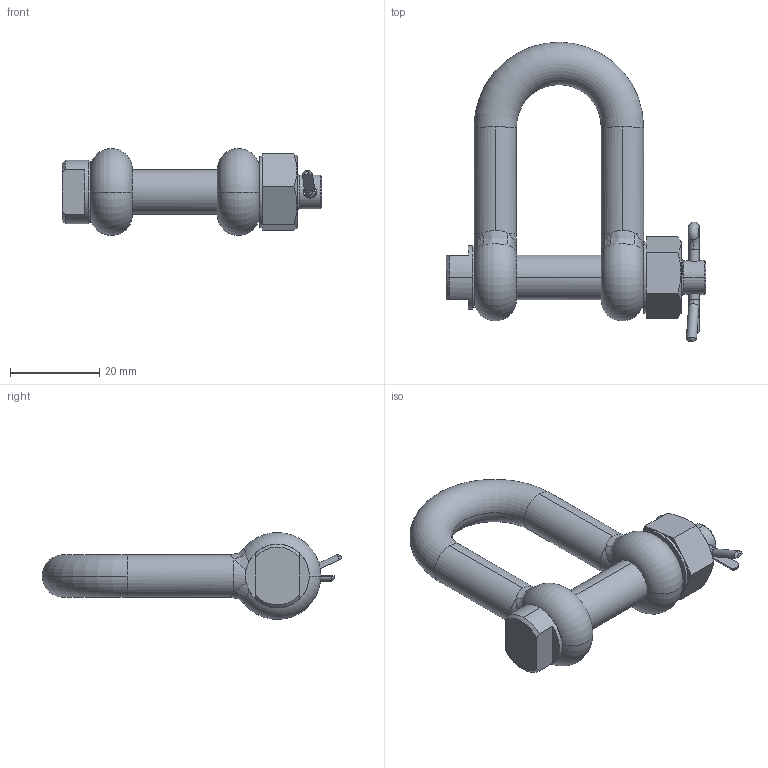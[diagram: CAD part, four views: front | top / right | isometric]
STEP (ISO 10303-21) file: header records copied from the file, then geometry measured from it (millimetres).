
FILE_DESCRIPTION (( 'STEP AP203' ), '1' );
FILE_NAME ('ED10M10.STEP', '2018-02-05T09:02:14', ( '' ), ( '' ), 'SwSTEP 2.0', 'SolidWorks 2017', '' );
FILE_SCHEMA (( 'CONFIG_CONTROL_DESIGN' ));
Length unit declared in the file: millimetre
Products named in the file (5): EPIN-2FLATS_EPIN-10M10-2FL; SP-01-A4_SP-01-A4; hex nut style 1 gradeab_iso_ISO - 4032 - M10 - W - N; ED10M10; DEE BODY_D10BOD-CH
Assembly tree (4 placements, depth 2):
  ED10M10
    DEE BODY_D10BOD-CH
    EPIN-2FLATS_EPIN-10M10-2FL
    SP-01-A4_SP-01-A4
    hex nut style 1 gradeab_iso_ISO - 4032 - M10 - W - N
Bounding box: 58.26 x 67.21 x 19.5 mm (x, y, z)
Volume: 15750.9 mm3; surface area: 8490.5 mm2
Topology: 4 solids, 4 shells, 120 faces, 295 edges, 180 vertices
Faces by surface type: cylinder 36, cone 28, plane 28, bspline 15, torus 13
Entity records: 6729 total; most frequent: CARTESIAN_POINT 3505, ORIENTED_EDGE 590, DIRECTION 560, EDGE_CURVE 295, AXIS2_PLACEMENT_3D 237, VERTEX_POINT 180, EDGE_LOOP 125, CIRCLE 125
